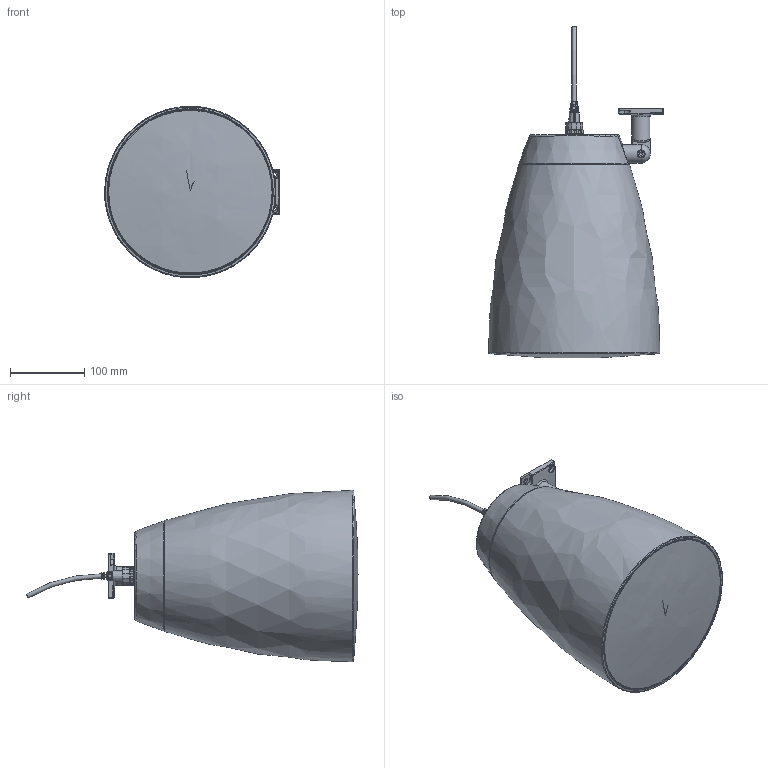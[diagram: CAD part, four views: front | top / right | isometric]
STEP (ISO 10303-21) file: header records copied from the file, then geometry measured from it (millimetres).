
FILE_DESCRIPTION(/* description */ (''),/* implementation_level */ '2;1');
FILE_NAME(/* name */ 'AUDAC - ALTI6M.stp',/* time_stamp */ '2021-02-23T11:24:33+01:00',/* author */ ('kamiel'),/* organization */ (''),/* preprocessor_version */ 'ST-DEVELOPER v18.1',/* originating_system */ 'Autodesk Inventor 2021',/* authorisation */ '');
FILE_SCHEMA (('AUTOMOTIVE_DESIGN { 1 0 10303 214 3 1 1 }'));
Length unit declared in the file: millimetre
Products named in the file (1): AUDAC - ALTI6M
Bounding box: 234.8 x 445.74 x 229.99 mm (x, y, z)
Volume: 9145458.9 mm3; surface area: 494821.7 mm2
Topology: 6 solids, 26 shells, 1420 faces, 3457 edges, 2222 vertices
Faces by surface type: plane 499, bspline 488, cylinder 224, cone 93, torus 93, sphere 23
Full cylindrical faces by diameter (mm): 2 x10, 3.3 x1, 4.917 x1, 6 x1, 6.4 x1, 6.6 x4, 6.647 x1, 7.9 x1, 8 x1, 9 x1, 10 x1, 11 x4, 13 x1, 14 x1, 15 x1, 16 x1, 17.9 x1, 18.5 x1, 19.3 x1, 19.5 x1, 20 x1, 21.2 x1, 22 x1, 22.8 x2, 24 x1, 25 x4, 220.4 x1, 222 x1, 222.2 x1
Entity records: 63329 total; most frequent: CARTESIAN_POINT 30284, ORIENTED_EDGE 6894, DIRECTION 5986, EDGE_CURVE 3447, AXIS2_PLACEMENT_3D 2226, VERTEX_POINT 2222, EDGE_LOOP 1585, LINE 1534
